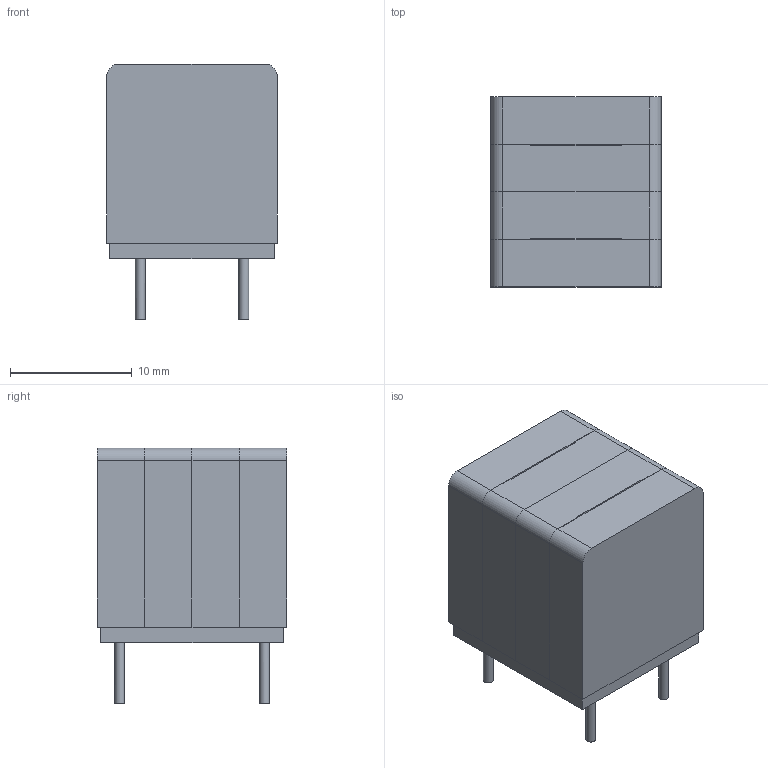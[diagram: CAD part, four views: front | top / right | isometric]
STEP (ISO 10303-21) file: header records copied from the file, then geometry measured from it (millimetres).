
FILE_DESCRIPTION( ( 'Unknown' ), '1' );
FILE_NAME( '7444xx1415xxx_8_10.stp', 'Unknown', ( 'Unknown' ), ( 'Unknown' ), 'PSStep 21.0.46', 'Unknown', ' ' );
FILE_SCHEMA( ( 'AUTOMOTIVE_DESIGN { 1 0 10303 214 1 1 1 1 }' ) );
Length unit declared in the file: millimetre
Products named in the file (6): Assem1; Ferrite_1; Ferrite_2; Base; Ferrite_3; Coil
Assembly tree (7 placements, depth 2):
  Assem1
    Ferrite_1  x2
    Ferrite_2
    Base
    Ferrite_3
    Coil  x2
Bounding box: 14 x 15.6 x 21 mm (x, y, z)
Volume: 2758.2 mm3; surface area: 4519.9 mm2
Topology: 7 solids, 7 shells, 184 faces, 549 edges, 366 vertices
Faces by surface type: plane 119, cylinder 27, bspline 22, extrusion 16
Full cylindrical faces by diameter (mm): 0.8 x8, 0.9 x1, 7.3 x1, 7.35 x3
Entity records: 10335 total; most frequent: CARTESIAN_POINT 5596, ORIENTED_EDGE 792, DIRECTION 549, EDGE_CURVE 396, VERTEX_POINT 272, EDGE_LOOP 192, AXIS2_PLACEMENT_3D 184, VECTOR 181
